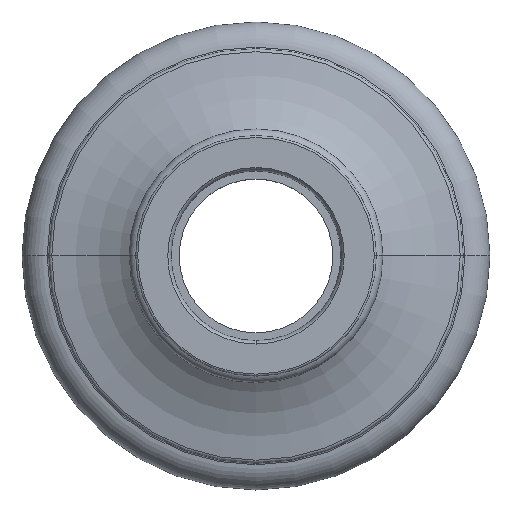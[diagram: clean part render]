
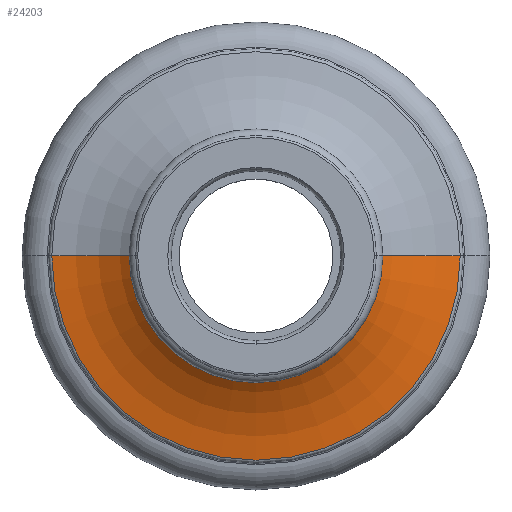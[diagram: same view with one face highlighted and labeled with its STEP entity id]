
A CAD part, top view. The second image highlights one B-rep face of the part: STEP entity #24203.
In plain terms, the highlighted toroidal (fillet/blend) face has major radius 33.06 mm and minor radius 23.51 mm.
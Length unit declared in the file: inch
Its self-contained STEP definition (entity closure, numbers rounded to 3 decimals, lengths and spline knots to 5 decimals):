
#19408=CARTESIAN_POINT('',(0.53397,0.,0.));
#19409=DIRECTION('',(1.,0.,0.));
#19410=DIRECTION('',(0.,-1.,0.));
#19411=AXIS2_PLACEMENT_3D('',#19408,#19409,#19410);
#19413=CARTESIAN_POINT('',(0.30683,0.,0.));
#19414=DIRECTION('',(1.,0.,0.));
#19415=DIRECTION('',(0.,-1.,0.));
#19416=AXIS2_PLACEMENT_3D('',#19413,#19414,#19415);
#19423=CARTESIAN_POINT('',(1.22715,-1.30158,0.));
#19424=DIRECTION('',(0.,0.,-1.));
#19425=DIRECTION('',(-0.994,0.107,0.));
#19426=AXIS2_PLACEMENT_3D('',#19423,#19424,#19425);
#19433=CARTESIAN_POINT('',(1.22715,1.30158,0.));
#19434=DIRECTION('',(0.,0.,1.));
#19435=DIRECTION('',(-0.994,-0.107,0.));
#19436=AXIS2_PLACEMENT_3D('',#19433,#19434,#19435);
#19538=CARTESIAN_POINT('',(0.30683,-1.20289,0.));
#19539=CARTESIAN_POINT('',(0.30683,1.20289,0.));
#19540=VERTEX_POINT('',#19538);
#19541=VERTEX_POINT('',#19539);
#19574=CARTESIAN_POINT('',(0.53397,-0.68821,0.));
#19575=CARTESIAN_POINT('',(0.53397,0.68821,0.));
#19576=VERTEX_POINT('',#19574);
#19577=VERTEX_POINT('',#19575);
#24189=CARTESIAN_POINT('',(1.22715,0.,0.));
#24190=DIRECTION('',(1.,0.,0.));
#24191=DIRECTION('',(0.,-1.,0.));
#24192=AXIS2_PLACEMENT_3D('',#24189,#24190,#24191);
#24193=TOROIDAL_SURFACE('',#24192,1.30158,0.92559);
#24194=ORIENTED_EDGE('',*,*,#24179,.T.);
#24196=ORIENTED_EDGE('',*,*,#24195,.F.);
#24198=ORIENTED_EDGE('',*,*,#24197,.F.);
#24200=ORIENTED_EDGE('',*,*,#24199,.T.);
#24201=EDGE_LOOP('',(#24194,#24196,#24198,#24200));
#24202=FACE_OUTER_BOUND('',#24201,.F.);
#24203=ADVANCED_FACE('',(#24202),#24193,.F.);
#19412=CIRCLE('',#19411,0.68821);
#19417=CIRCLE('',#19416,1.20289);
#19427=CIRCLE('',#19426,0.92559);
#19437=CIRCLE('',#19436,0.92559);
#24179=EDGE_CURVE('',#19576,#19577,#19412,.T.);
#24195=EDGE_CURVE('',#19541,#19577,#19437,.T.);
#24197=EDGE_CURVE('',#19540,#19541,#19417,.T.);
#24199=EDGE_CURVE('',#19540,#19576,#19427,.T.);
